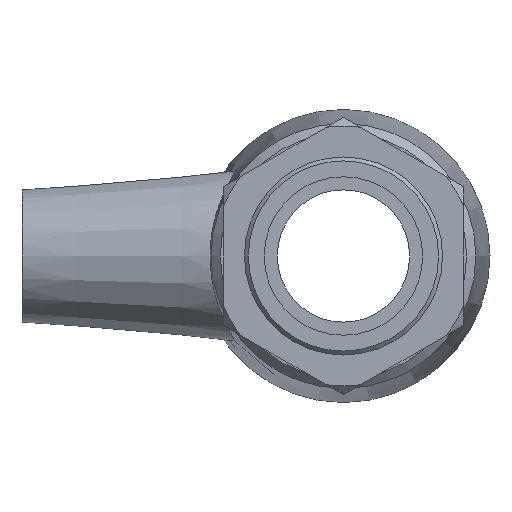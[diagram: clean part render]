
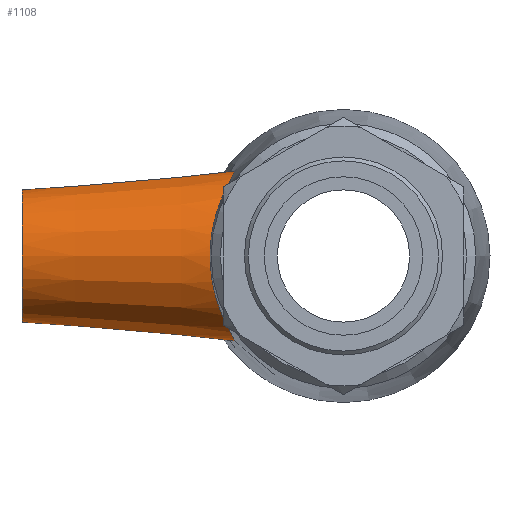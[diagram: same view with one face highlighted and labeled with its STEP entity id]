
A CAD part, left-side view. The second image highlights one B-rep face of the part: STEP entity #1108.
In plain terms, the highlighted conical face has half-angle 5 degrees and reference radius 7 mm.
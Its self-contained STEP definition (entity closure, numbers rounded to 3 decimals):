
#29=B_SPLINE_CURVE_WITH_KNOTS('',3,(#1940,#1941,#1942,#1943,#1944,#1945,
#1946,#1947,#1948,#1949,#1950,#1951,#1952,#1953,#1954,#1955,#1956,#1957,
#1958,#1959,#1960,#1961,#1962,#1963,#1964,#1965,#1966,#1967,#1968,#1969,
#1970,#1971,#1972,#1973,#1974,#1975,#1976,#1977),.UNSPECIFIED.,.T.,.F.,
(4,2,2,2,2,2,2,2,2,2,2,2,2,2,2,2,2,2,4),(0.,0.167,0.333,
0.667,1.,1.333,1.666,1.999,
2.332,2.498,2.665,3.028,3.39,
3.738,4.086,4.434,4.782,5.144,
5.507),.UNSPECIFIED.);
#59=FACE_BOUND('',#331,.T.);
#119=CIRCLE('',#1235,7.);
#158=CONICAL_SURFACE('',#1239,7.,5.);
#226=FACE_OUTER_BOUND('',#330,.T.);
#330=EDGE_LOOP('',(#994));
#331=EDGE_LOOP('',(#995));
#552=VERTEX_POINT('',#1939);
#570=VERTEX_POINT('',#2032);
#697=EDGE_CURVE('',#552,#552,#29,.T.);
#715=EDGE_CURVE('',#570,#570,#119,.T.);
#994=ORIENTED_EDGE('',*,*,#715,.T.);
#995=ORIENTED_EDGE('',*,*,#697,.F.);
#1108=ADVANCED_FACE('',(#226,#59),#158,.T.);
#1235=AXIS2_PLACEMENT_3D('',#2033,#1520,#1521);
#1239=AXIS2_PLACEMENT_3D('',#2038,#1528,#1529);
#1520=DIRECTION('center_axis',(0.,-1.,0.));
#1521=DIRECTION('ref_axis',(1.,0.,0.));
#1528=DIRECTION('center_axis',(0.,-1.,0.));
#1529=DIRECTION('ref_axis',(1.,0.,0.));
#1939=CARTESIAN_POINT('',(-26.973,11.562,8.955));
#1940=CARTESIAN_POINT('Ctrl Pts',(-26.973,11.562,8.955));
#1941=CARTESIAN_POINT('Ctrl Pts',(-27.528,11.535,8.935));
#1942=CARTESIAN_POINT('Ctrl Pts',(-28.093,11.552,8.857));
#1943=CARTESIAN_POINT('Ctrl Pts',(-29.202,11.671,8.586));
#1944=CARTESIAN_POINT('Ctrl Pts',(-29.745,11.772,8.393));
#1945=CARTESIAN_POINT('Ctrl Pts',(-31.292,12.159,7.661));
#1946=CARTESIAN_POINT('Ctrl Pts',(-32.211,12.524,6.963));
#1947=CARTESIAN_POINT('Ctrl Pts',(-33.653,13.176,5.405));
#1948=CARTESIAN_POINT('Ctrl Pts',(-34.282,13.513,4.429));
#1949=CARTESIAN_POINT('Ctrl Pts',(-35.127,13.983,2.283));
#1950=CARTESIAN_POINT('Ctrl Pts',(-35.34,14.113,1.11));
#1951=CARTESIAN_POINT('Ctrl Pts',(-35.34,14.113,-1.11));
#1952=CARTESIAN_POINT('Ctrl Pts',(-35.127,13.983,-2.283));
#1953=CARTESIAN_POINT('Ctrl Pts',(-34.282,13.513,-4.429));
#1954=CARTESIAN_POINT('Ctrl Pts',(-33.653,13.176,-5.405));
#1955=CARTESIAN_POINT('Ctrl Pts',(-32.211,12.524,-6.963));
#1956=CARTESIAN_POINT('Ctrl Pts',(-31.292,12.159,-7.661));
#1957=CARTESIAN_POINT('Ctrl Pts',(-29.745,11.772,-8.393));
#1958=CARTESIAN_POINT('Ctrl Pts',(-29.202,11.671,-8.586));
#1959=CARTESIAN_POINT('Ctrl Pts',(-28.093,11.552,-8.857));
#1960=CARTESIAN_POINT('Ctrl Pts',(-27.528,11.535,-8.935));
#1961=CARTESIAN_POINT('Ctrl Pts',(-25.767,11.621,-9.));
#1962=CARTESIAN_POINT('Ctrl Pts',(-24.532,11.902,-8.774));
#1963=CARTESIAN_POINT('Ctrl Pts',(-22.306,12.692,-7.848));
#1964=CARTESIAN_POINT('Ctrl Pts',(-21.309,13.187,-7.148));
#1965=CARTESIAN_POINT('Ctrl Pts',(-19.763,14.029,-5.563));
#1966=CARTESIAN_POINT('Ctrl Pts',(-19.093,14.442,-4.576));
#1967=CARTESIAN_POINT('Ctrl Pts',(-18.187,15.018,-2.375));
#1968=CARTESIAN_POINT('Ctrl Pts',(-17.953,15.177,-1.159));
#1969=CARTESIAN_POINT('Ctrl Pts',(-17.953,15.177,1.159));
#1970=CARTESIAN_POINT('Ctrl Pts',(-18.187,15.018,2.375));
#1971=CARTESIAN_POINT('Ctrl Pts',(-19.093,14.442,4.576));
#1972=CARTESIAN_POINT('Ctrl Pts',(-19.763,14.029,5.563));
#1973=CARTESIAN_POINT('Ctrl Pts',(-21.309,13.187,7.148));
#1974=CARTESIAN_POINT('Ctrl Pts',(-22.306,12.692,7.848));
#1975=CARTESIAN_POINT('Ctrl Pts',(-24.532,11.902,8.774));
#1976=CARTESIAN_POINT('Ctrl Pts',(-25.767,11.621,9.));
#1977=CARTESIAN_POINT('Ctrl Pts',(-26.973,11.562,8.955));
#2032=CARTESIAN_POINT('',(-33.6,34.,0.));
#2033=CARTESIAN_POINT('Origin',(-26.6,34.,0.));
#2038=CARTESIAN_POINT('Origin',(-26.6,34.,0.));
